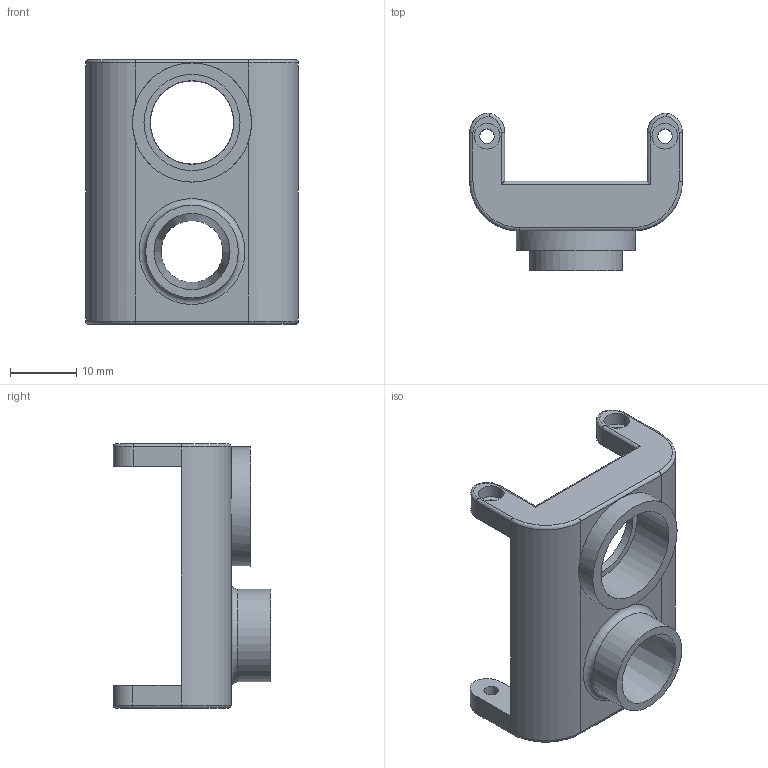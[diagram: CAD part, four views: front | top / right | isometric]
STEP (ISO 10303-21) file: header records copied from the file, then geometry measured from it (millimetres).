
FILE_DESCRIPTION(/* description */ (''),/* implementation_level */ '2;1');
FILE_NAME(/* name */ 'bottom_part.step',/* time_stamp */ '2022-01-08T17:56:36+01:00',/* author */ (''),/* organization */ (''),/* preprocessor_version */ 'ST-DEVELOPER v18.1',/* originating_system */ 'Autodesk Translation Framework v10.10.0.1391',/* authorisation */ '');
FILE_SCHEMA (('AUTOMOTIVE_DESIGN { 1 0 10303 214 3 1 1 }'));
Length unit declared in the file: millimetre
Products named in the file (4): Cartridge_Bottom_2-part; Cartridge w. Fluid port v19; Cartridge_Bottom v8 (1); Bottom (2)
Assembly tree (3 placements, depth 4):
  Cartridge_Bottom_2-part
    Cartridge w. Fluid port v19
      Cartridge_Bottom v8 (1)
        Bottom (2)
Bounding box: 32.15 x 23.8 x 40 mm (x, y, z)
Volume: 6555.4 mm3; surface area: 5237.8 mm2
Topology: 1 solids, 1 shells, 107 faces, 241 edges, 151 vertices
Faces by surface type: cylinder 46, plane 44, torus 14, cone 3
Full cylindrical faces by diameter (mm): 2.2 x4, 3.2 x4, 3.9 x4, 14 x3, 14.526 x1, 16 x2, 18 x1
Entity records: 3166 total; most frequent: DIRECTION 578, CARTESIAN_POINT 570, ORIENTED_EDGE 482, EDGE_CURVE 241, AXIS2_PLACEMENT_3D 230, VERTEX_POINT 151, EDGE_LOOP 134, LINE 118
